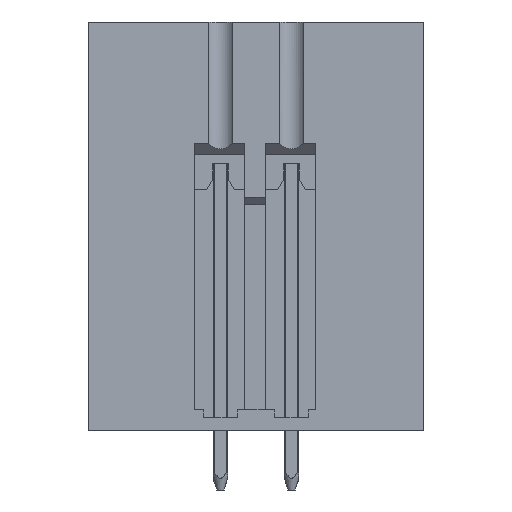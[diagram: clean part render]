
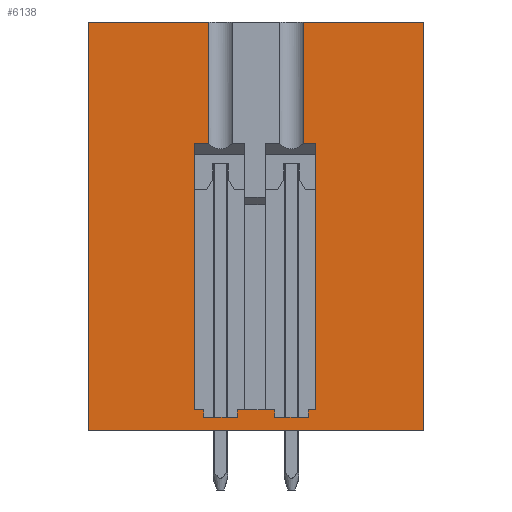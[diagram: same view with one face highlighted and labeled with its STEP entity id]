
A CAD part, front view. The second image highlights one B-rep face of the part: STEP entity #6138.
In plain terms, the highlighted planar face has unit normal (0, -1, 0).
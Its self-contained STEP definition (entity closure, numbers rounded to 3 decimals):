
#6081=AXIS2_PLACEMENT_3D('Plane Axis2P3D',#6078,#6079,#6080) ;
#82=CARTESIAN_POINT('Vertex',(0.,0.,3.2)) ;
#306=CARTESIAN_POINT('Vertex',(18.01,0.,3.2)) ;
#309=CARTESIAN_POINT('Line Origine',(9.005,0.,3.2)) ;
#1083=CARTESIAN_POINT('Line Origine',(6.079,0.,18.599)) ;
#1087=CARTESIAN_POINT('Vertex',(5.688,0.,18.599)) ;
#1089=CARTESIAN_POINT('Vertex',(6.47,0.,18.599)) ;
#1168=CARTESIAN_POINT('Line Origine',(5.688,0.,11.45)) ;
#1172=CARTESIAN_POINT('Vertex',(5.688,0.,4.3)) ;
#1223=CARTESIAN_POINT('Vertex',(12.208,0.,18.599)) ;
#1226=CARTESIAN_POINT('Line Origine',(11.873,0.,18.599)) ;
#1230=CARTESIAN_POINT('Vertex',(11.539,0.,18.599)) ;
#4495=CARTESIAN_POINT('Vertex',(10.01,0.,4.3)) ;
#4498=CARTESIAN_POINT('Line Origine',(10.01,0.,4.1)) ;
#4502=CARTESIAN_POINT('Vertex',(10.01,0.,3.9)) ;
#4522=CARTESIAN_POINT('Line Origine',(10.91,0.,3.9)) ;
#4526=CARTESIAN_POINT('Vertex',(11.81,0.,3.9)) ;
#4612=CARTESIAN_POINT('Line Origine',(11.81,0.,4.1)) ;
#4616=CARTESIAN_POINT('Vertex',(11.81,0.,4.3)) ;
#4636=CARTESIAN_POINT('Line Origine',(12.009,0.,4.3)) ;
#4640=CARTESIAN_POINT('Vertex',(12.208,0.,4.3)) ;
#4660=CARTESIAN_POINT('Line Origine',(12.208,0.,11.45)) ;
#4679=CARTESIAN_POINT('Line Origine',(11.539,0.,21.555)) ;
#4683=CARTESIAN_POINT('Vertex',(11.539,0.,25.1)) ;
#4713=CARTESIAN_POINT('Line Origine',(5.944,0.,4.3)) ;
#4717=CARTESIAN_POINT('Vertex',(6.2,0.,4.3)) ;
#4737=CARTESIAN_POINT('Line Origine',(6.2,0.,4.1)) ;
#4741=CARTESIAN_POINT('Vertex',(6.2,0.,3.9)) ;
#4756=CARTESIAN_POINT('Line Origine',(7.1,0.,3.9)) ;
#4760=CARTESIAN_POINT('Vertex',(8.,0.,3.9)) ;
#4846=CARTESIAN_POINT('Line Origine',(8.,0.,4.1)) ;
#4850=CARTESIAN_POINT('Vertex',(8.,0.,4.3)) ;
#4888=CARTESIAN_POINT('Vertex',(6.47,0.,25.1)) ;
#4891=CARTESIAN_POINT('Line Origine',(6.47,0.,21.555)) ;
#5165=CARTESIAN_POINT('Line Origine',(12.375,0.,25.1)) ;
#5169=CARTESIAN_POINT('Vertex',(13.21,0.,25.1)) ;
#5172=CARTESIAN_POINT('Line Origine',(15.61,0.,25.1)) ;
#5176=CARTESIAN_POINT('Vertex',(18.01,0.,25.1)) ;
#5223=CARTESIAN_POINT('Vertex',(0.,0.,25.1)) ;
#5226=CARTESIAN_POINT('Line Origine',(2.4,0.,25.1)) ;
#5230=CARTESIAN_POINT('Vertex',(4.8,0.,25.1)) ;
#5233=CARTESIAN_POINT('Line Origine',(5.635,0.,25.1)) ;
#6078=CARTESIAN_POINT('Axis2P3D Location',(4.8,0.,25.1)) ;
#6083=CARTESIAN_POINT('Line Origine',(8.199,0.,4.3)) ;
#6087=CARTESIAN_POINT('Vertex',(8.398,0.,4.3)) ;
#6090=CARTESIAN_POINT('Line Origine',(0.,0.,14.15)) ;
#6095=CARTESIAN_POINT('Line Origine',(18.01,0.,14.15)) ;
#6100=CARTESIAN_POINT('Line Origine',(9.754,0.,4.3)) ;
#6104=CARTESIAN_POINT('Vertex',(9.498,0.,4.3)) ;
#6107=CARTESIAN_POINT('Line Origine',(8.948,0.,4.3)) ;
#310=DIRECTION('Vector Direction',(1.,0.,0.)) ;
#1084=DIRECTION('Vector Direction',(1.,0.,0.)) ;
#1169=DIRECTION('Vector Direction',(0.,0.,1.)) ;
#1227=DIRECTION('Vector Direction',(1.,0.,0.)) ;
#4499=DIRECTION('Vector Direction',(0.,0.,1.)) ;
#4523=DIRECTION('Vector Direction',(-1.,0.,0.)) ;
#4613=DIRECTION('Vector Direction',(0.,0.,-1.)) ;
#4637=DIRECTION('Vector Direction',(1.,0.,0.)) ;
#4661=DIRECTION('Vector Direction',(0.,0.,1.)) ;
#4680=DIRECTION('Vector Direction',(0.,0.,-1.)) ;
#4714=DIRECTION('Vector Direction',(1.,0.,0.)) ;
#4738=DIRECTION('Vector Direction',(0.,0.,1.)) ;
#4757=DIRECTION('Vector Direction',(-1.,0.,0.)) ;
#4847=DIRECTION('Vector Direction',(0.,0.,-1.)) ;
#4892=DIRECTION('Vector Direction',(0.,0.,-1.)) ;
#5166=DIRECTION('Vector Direction',(1.,0.,0.)) ;
#5173=DIRECTION('Vector Direction',(1.,0.,0.)) ;
#5227=DIRECTION('Vector Direction',(1.,0.,0.)) ;
#5234=DIRECTION('Vector Direction',(1.,0.,0.)) ;
#6079=DIRECTION('Axis2P3D Direction',(0.,-1.,0.)) ;
#6080=DIRECTION('Axis2P3D XDirection',(0.,0.,-1.)) ;
#6084=DIRECTION('Vector Direction',(1.,0.,0.)) ;
#6091=DIRECTION('Vector Direction',(0.,0.,-1.)) ;
#6096=DIRECTION('Vector Direction',(0.,0.,-1.)) ;
#6101=DIRECTION('Vector Direction',(1.,0.,0.)) ;
#6108=DIRECTION('Vector Direction',(1.,0.,0.)) ;
#311=VECTOR('Line Direction',#310,1.) ;
#1085=VECTOR('Line Direction',#1084,1.) ;
#1170=VECTOR('Line Direction',#1169,1.) ;
#1228=VECTOR('Line Direction',#1227,1.) ;
#4500=VECTOR('Line Direction',#4499,1.) ;
#4524=VECTOR('Line Direction',#4523,1.) ;
#4614=VECTOR('Line Direction',#4613,1.) ;
#4638=VECTOR('Line Direction',#4637,1.) ;
#4662=VECTOR('Line Direction',#4661,1.) ;
#4681=VECTOR('Line Direction',#4680,1.) ;
#4715=VECTOR('Line Direction',#4714,1.) ;
#4739=VECTOR('Line Direction',#4738,1.) ;
#4758=VECTOR('Line Direction',#4757,1.) ;
#4848=VECTOR('Line Direction',#4847,1.) ;
#4893=VECTOR('Line Direction',#4892,1.) ;
#5167=VECTOR('Line Direction',#5166,1.) ;
#5174=VECTOR('Line Direction',#5173,1.) ;
#5228=VECTOR('Line Direction',#5227,1.) ;
#5235=VECTOR('Line Direction',#5234,1.) ;
#6085=VECTOR('Line Direction',#6084,1.) ;
#6092=VECTOR('Line Direction',#6091,1.) ;
#6097=VECTOR('Line Direction',#6096,1.) ;
#6102=VECTOR('Line Direction',#6101,1.) ;
#6109=VECTOR('Line Direction',#6108,1.) ;
#6113=ORIENTED_EDGE('',*,*,#6089,.F.) ;
#6114=ORIENTED_EDGE('',*,*,#4852,.F.) ;
#6115=ORIENTED_EDGE('',*,*,#4762,.F.) ;
#6116=ORIENTED_EDGE('',*,*,#4743,.F.) ;
#6117=ORIENTED_EDGE('',*,*,#4719,.F.) ;
#6118=ORIENTED_EDGE('',*,*,#1174,.T.) ;
#6119=ORIENTED_EDGE('',*,*,#1091,.T.) ;
#6120=ORIENTED_EDGE('',*,*,#4895,.T.) ;
#6121=ORIENTED_EDGE('',*,*,#5237,.F.) ;
#6122=ORIENTED_EDGE('',*,*,#5232,.F.) ;
#6123=ORIENTED_EDGE('',*,*,#6094,.F.) ;
#6124=ORIENTED_EDGE('',*,*,#313,.F.) ;
#6125=ORIENTED_EDGE('',*,*,#6099,.T.) ;
#6126=ORIENTED_EDGE('',*,*,#5178,.T.) ;
#6127=ORIENTED_EDGE('',*,*,#5171,.F.) ;
#6128=ORIENTED_EDGE('',*,*,#4685,.F.) ;
#6129=ORIENTED_EDGE('',*,*,#1232,.T.) ;
#6130=ORIENTED_EDGE('',*,*,#4664,.F.) ;
#6131=ORIENTED_EDGE('',*,*,#4642,.F.) ;
#6132=ORIENTED_EDGE('',*,*,#4618,.F.) ;
#6133=ORIENTED_EDGE('',*,*,#4528,.F.) ;
#6134=ORIENTED_EDGE('',*,*,#4504,.F.) ;
#6135=ORIENTED_EDGE('',*,*,#6106,.F.) ;
#6136=ORIENTED_EDGE('',*,*,#6111,.F.) ;
#6138=ADVANCED_FACE('HOUSING',(#6137),#6082,.T.) ;
#313=EDGE_CURVE('',#307,#83,#312,.F.) ;
#1091=EDGE_CURVE('',#1088,#1090,#1086,.T.) ;
#1174=EDGE_CURVE('',#1173,#1088,#1171,.T.) ;
#1232=EDGE_CURVE('',#1231,#1224,#1229,.T.) ;
#4504=EDGE_CURVE('',#4496,#4503,#4501,.F.) ;
#4528=EDGE_CURVE('',#4503,#4527,#4525,.F.) ;
#4618=EDGE_CURVE('',#4527,#4617,#4615,.F.) ;
#4642=EDGE_CURVE('',#4617,#4641,#4639,.T.) ;
#4664=EDGE_CURVE('',#4641,#1224,#4663,.T.) ;
#4685=EDGE_CURVE('',#1231,#4684,#4682,.F.) ;
#4719=EDGE_CURVE('',#1173,#4718,#4716,.T.) ;
#4743=EDGE_CURVE('',#4718,#4742,#4740,.F.) ;
#4762=EDGE_CURVE('',#4742,#4761,#4759,.F.) ;
#4852=EDGE_CURVE('',#4761,#4851,#4849,.F.) ;
#4895=EDGE_CURVE('',#1090,#4889,#4894,.F.) ;
#5171=EDGE_CURVE('',#4684,#5170,#5168,.T.) ;
#5178=EDGE_CURVE('',#5177,#5170,#5175,.F.) ;
#5232=EDGE_CURVE('',#5224,#5231,#5229,.T.) ;
#5237=EDGE_CURVE('',#5231,#4889,#5236,.T.) ;
#6089=EDGE_CURVE('',#4851,#6088,#6086,.T.) ;
#6094=EDGE_CURVE('',#83,#5224,#6093,.F.) ;
#6099=EDGE_CURVE('',#307,#5177,#6098,.F.) ;
#6106=EDGE_CURVE('',#6105,#4496,#6103,.T.) ;
#6111=EDGE_CURVE('',#6088,#6105,#6110,.T.) ;
#6112=EDGE_LOOP('',(#6113,#6114,#6115,#6116,#6117,#6118,#6119,#6120,#6121,#6122,#6123,#6124,#6125,#6126,#6127,#6128,#6129,#6130,#6131,#6132,#6133,#6134,#6135,#6136)) ;
#6137=FACE_OUTER_BOUND('',#6112,.T.) ;
#312=LINE('Line',#309,#311) ;
#1086=LINE('Line',#1083,#1085) ;
#1171=LINE('Line',#1168,#1170) ;
#1229=LINE('Line',#1226,#1228) ;
#4501=LINE('Line',#4498,#4500) ;
#4525=LINE('Line',#4522,#4524) ;
#4615=LINE('Line',#4612,#4614) ;
#4639=LINE('Line',#4636,#4638) ;
#4663=LINE('Line',#4660,#4662) ;
#4682=LINE('Line',#4679,#4681) ;
#4716=LINE('Line',#4713,#4715) ;
#4740=LINE('Line',#4737,#4739) ;
#4759=LINE('Line',#4756,#4758) ;
#4849=LINE('Line',#4846,#4848) ;
#4894=LINE('Line',#4891,#4893) ;
#5168=LINE('Line',#5165,#5167) ;
#5175=LINE('Line',#5172,#5174) ;
#5229=LINE('Line',#5226,#5228) ;
#5236=LINE('Line',#5233,#5235) ;
#6086=LINE('Line',#6083,#6085) ;
#6093=LINE('Line',#6090,#6092) ;
#6098=LINE('Line',#6095,#6097) ;
#6103=LINE('Line',#6100,#6102) ;
#6110=LINE('Line',#6107,#6109) ;
#6082=PLANE('',#6081) ;
#83=VERTEX_POINT('',#82) ;
#307=VERTEX_POINT('',#306) ;
#1088=VERTEX_POINT('',#1087) ;
#1090=VERTEX_POINT('',#1089) ;
#1173=VERTEX_POINT('',#1172) ;
#1224=VERTEX_POINT('',#1223) ;
#1231=VERTEX_POINT('',#1230) ;
#4496=VERTEX_POINT('',#4495) ;
#4503=VERTEX_POINT('',#4502) ;
#4527=VERTEX_POINT('',#4526) ;
#4617=VERTEX_POINT('',#4616) ;
#4641=VERTEX_POINT('',#4640) ;
#4684=VERTEX_POINT('',#4683) ;
#4718=VERTEX_POINT('',#4717) ;
#4742=VERTEX_POINT('',#4741) ;
#4761=VERTEX_POINT('',#4760) ;
#4851=VERTEX_POINT('',#4850) ;
#4889=VERTEX_POINT('',#4888) ;
#5170=VERTEX_POINT('',#5169) ;
#5177=VERTEX_POINT('',#5176) ;
#5224=VERTEX_POINT('',#5223) ;
#5231=VERTEX_POINT('',#5230) ;
#6088=VERTEX_POINT('',#6087) ;
#6105=VERTEX_POINT('',#6104) ;
